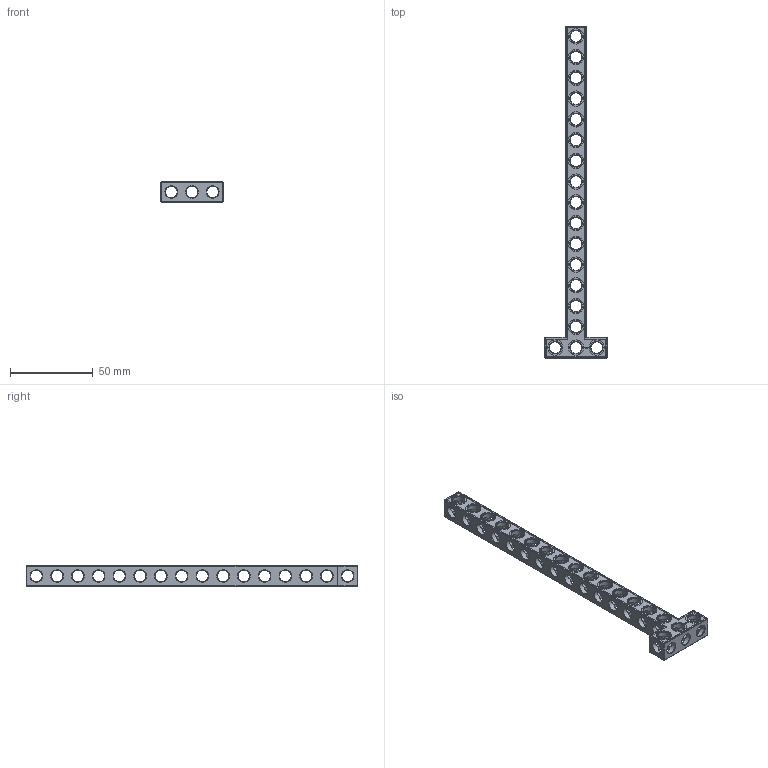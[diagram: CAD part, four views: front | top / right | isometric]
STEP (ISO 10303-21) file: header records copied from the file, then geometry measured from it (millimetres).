
FILE_DESCRIPTION(('FreeCAD Model'),'2;1');
FILE_NAME('Open CASCADE Shape Model','2021-08-07T21:35:51',( 'Paulo Kiefe'),('STEMFIE.org'),'Open CASCADE STEP processor 7.4', 'FreeCAD','Unknown');
FILE_SCHEMA(('AUTOMOTIVE_DESIGN { 1 0 10303 214 1 1 1 1 }'));
Products named in the file (1): Beam_TSH_SYM_ESS_BU03x16x01_-_SPN-BEM-1014_(stemfie.org)
Bounding box: 37.5 x 200 x 12.5 mm (x, y, z)
Volume: 17569.6 mm3; surface area: 15815.2 mm2
Topology: 1 solids, 1 shells, 697 faces, 2116 edges, 1400 vertices
Faces by surface type: plane 408, cylinder 109, extrusion 106, cone 74
Full cylindrical faces by diameter (mm): 7 x91, 9.2 x18
Entity records: 62729 total; most frequent: CARTESIAN_POINT 17574, DIRECTION 6832, VECTOR 4412, LINE 4306, ORIENTED_EDGE 4232, PCURVE 4232, DEFINITIONAL_REPRESENTATION 4232, EDGE_CURVE 2116
